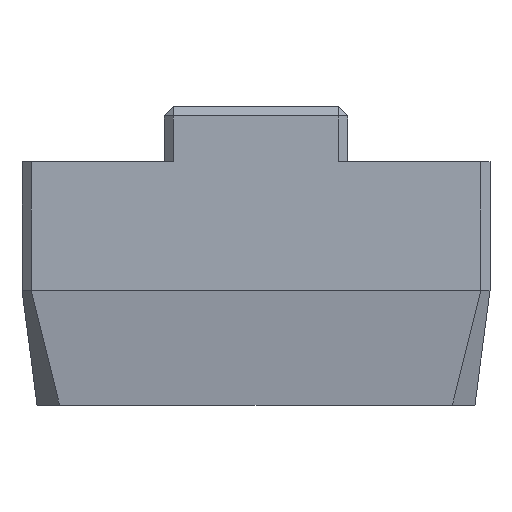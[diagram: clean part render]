
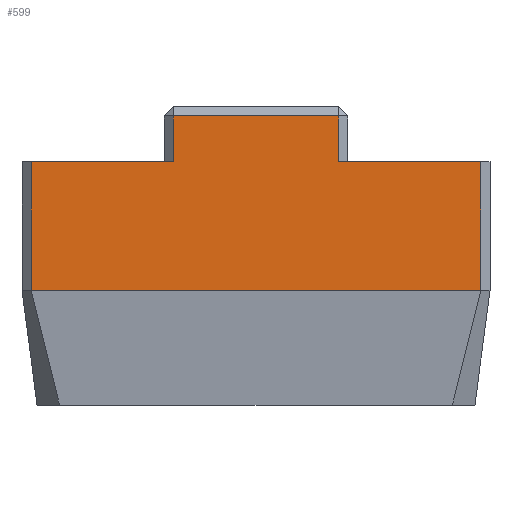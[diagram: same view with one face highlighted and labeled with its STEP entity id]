
A CAD part, top view. The second image highlights one B-rep face of the part: STEP entity #599.
In plain terms, the highlighted planar face has unit normal (0, 0, 1).
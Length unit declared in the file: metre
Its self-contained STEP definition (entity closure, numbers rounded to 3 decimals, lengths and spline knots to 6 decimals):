
#30=ORIENTED_EDGE('',*,*,#194,.T.);
#31=ORIENTED_EDGE('',*,*,#195,.F.);
#32=ORIENTED_EDGE('',*,*,#196,.T.);
#33=ORIENTED_EDGE('',*,*,#197,.T.);
#34=ORIENTED_EDGE('',*,*,#198,.T.);
#35=ORIENTED_EDGE('',*,*,#199,.T.);
#36=ORIENTED_EDGE('',*,*,#200,.T.);
#37=ORIENTED_EDGE('',*,*,#201,.T.);
#194=EDGE_CURVE('',#276,#277,#326,.T.);
#195=EDGE_CURVE('',#278,#277,#327,.T.);
#196=EDGE_CURVE('',#278,#279,#328,.T.);
#197=EDGE_CURVE('',#279,#280,#329,.T.);
#198=EDGE_CURVE('',#280,#281,#330,.T.);
#199=EDGE_CURVE('',#281,#282,#331,.T.);
#200=EDGE_CURVE('',#282,#283,#332,.T.);
#201=EDGE_CURVE('',#283,#276,#333,.T.);
#276=VERTEX_POINT('',#887);
#277=VERTEX_POINT('',#888);
#278=VERTEX_POINT('',#890);
#279=VERTEX_POINT('',#892);
#280=VERTEX_POINT('',#894);
#281=VERTEX_POINT('',#896);
#282=VERTEX_POINT('',#898);
#283=VERTEX_POINT('',#900);
#326=LINE('',#886,#402);
#327=LINE('',#889,#403);
#328=LINE('',#891,#404);
#329=LINE('',#893,#405);
#330=LINE('',#895,#406);
#331=LINE('',#897,#407);
#332=LINE('',#899,#408);
#333=LINE('',#901,#409);
#402=VECTOR('',#711,1.);
#403=VECTOR('',#712,1.);
#404=VECTOR('',#713,1.);
#405=VECTOR('',#714,1.);
#406=VECTOR('',#715,1.);
#407=VECTOR('',#716,1.);
#408=VECTOR('',#717,1.);
#409=VECTOR('',#718,1.);
#471=EDGE_LOOP('',(#30,#31,#32,#33,#34,#35,#36,#37));
#517=FACE_BOUND('',#471,.T.);
#563=PLANE('',#652);
#599=ADVANCED_FACE('',(#517),#563,.F.);
#652=AXIS2_PLACEMENT_3D('',#885,#709,#710);
#709=DIRECTION('',(0.,0.,-1.));
#710=DIRECTION('',(-1.,0.,0.));
#711=DIRECTION('',(0.,-1.,0.));
#712=DIRECTION('',(1.,0.,0.));
#713=DIRECTION('',(0.,-1.,0.));
#714=DIRECTION('',(1.,0.,0.));
#715=DIRECTION('',(0.,1.,0.));
#716=DIRECTION('',(-1.,0.,0.));
#717=DIRECTION('',(0.,1.,0.));
#718=DIRECTION('',(-1.,0.,0.));
#885=CARTESIAN_POINT('',(0.0102,-0.021502,0.0163));
#886=CARTESIAN_POINT('',(-0.0036,-0.021502,0.0163));
#887=CARTESIAN_POINT('',(-0.0036,-0.0139,0.0163));
#888=CARTESIAN_POINT('',(-0.0036,-0.0159,0.0163));
#889=CARTESIAN_POINT('',(-0.0102,-0.0159,0.0163));
#890=CARTESIAN_POINT('',(-0.0098,-0.0159,0.0163));
#891=CARTESIAN_POINT('',(-0.0098,-0.0215,0.0163));
#892=CARTESIAN_POINT('',(-0.0098,-0.0215,0.0163));
#893=CARTESIAN_POINT('',(0.0102,-0.0215,0.0163));
#894=CARTESIAN_POINT('',(0.0098,-0.0215,0.0163));
#895=CARTESIAN_POINT('',(0.0098,-0.0159,0.0163));
#896=CARTESIAN_POINT('',(0.0098,-0.0159,0.0163));
#897=CARTESIAN_POINT('',(0.0102,-0.0159,0.0163));
#898=CARTESIAN_POINT('',(0.0036,-0.0159,0.0163));
#899=CARTESIAN_POINT('',(0.0036,-0.021502,0.0163));
#900=CARTESIAN_POINT('',(0.0036,-0.0139,0.0163));
#901=CARTESIAN_POINT('',(0.0102,-0.0139,0.0163));
